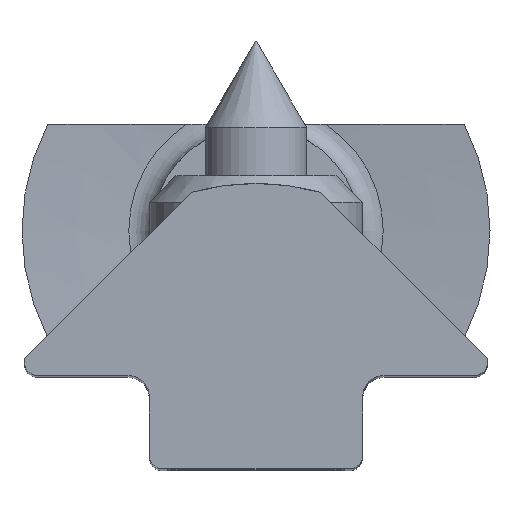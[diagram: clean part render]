
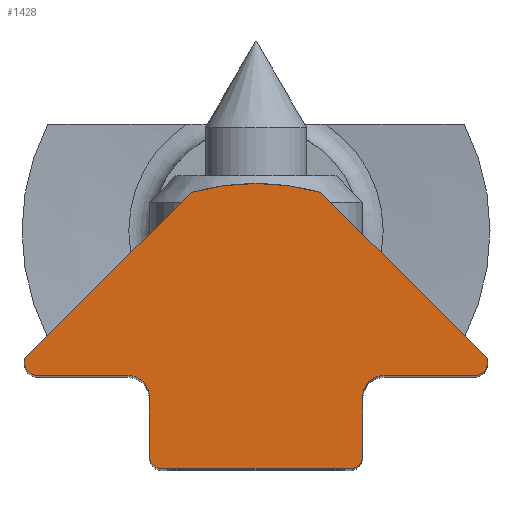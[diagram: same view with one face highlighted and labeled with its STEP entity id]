
A CAD part, top view. The second image highlights one B-rep face of the part: STEP entity #1428.
In plain terms, the highlighted planar face has unit normal (0, 0, 1).
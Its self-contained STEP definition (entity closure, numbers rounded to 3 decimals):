
#81=PLANE('',#1537);
#157=LINE('',#2230,#252);
#165=LINE('',#2254,#260);
#168=LINE('',#2281,#263);
#169=LINE('',#2285,#264);
#170=LINE('',#2289,#265);
#171=LINE('',#2293,#266);
#172=LINE('',#2297,#267);
#252=VECTOR('',#1714,8.809);
#260=VECTOR('',#1736,8.809);
#263=VECTOR('',#1751,3.383);
#264=VECTOR('',#1754,2.2);
#265=VECTOR('',#1757,7.);
#266=VECTOR('',#1760,2.2);
#267=VECTOR('',#1763,3.383);
#364=FACE_OUTER_BOUND('',#458,.T.);
#458=EDGE_LOOP('',(#1055,#1056,#1057,#1058,#1059,#1060,#1061,#1062,#1063,
#1064,#1065,#1066,#1067,#1068));
#583=CIRCLE('',#1536,9.);
#584=CIRCLE('',#1538,0.5);
#585=CIRCLE('',#1539,0.8);
#586=CIRCLE('',#1540,0.5);
#587=CIRCLE('',#1541,0.5);
#588=CIRCLE('',#1542,0.8);
#589=CIRCLE('',#1543,0.5);
#679=VERTEX_POINT('',#2227);
#680=VERTEX_POINT('',#2229);
#688=VERTEX_POINT('',#2251);
#689=VERTEX_POINT('',#2253);
#692=VERTEX_POINT('',#2278);
#693=VERTEX_POINT('',#2280);
#694=VERTEX_POINT('',#2282);
#695=VERTEX_POINT('',#2284);
#696=VERTEX_POINT('',#2286);
#697=VERTEX_POINT('',#2288);
#698=VERTEX_POINT('',#2290);
#699=VERTEX_POINT('',#2292);
#700=VERTEX_POINT('',#2294);
#701=VERTEX_POINT('',#2296);
#821=EDGE_CURVE('',#680,#679,#157,.T.);
#833=EDGE_CURVE('',#689,#688,#165,.T.);
#838=EDGE_CURVE('',#680,#688,#583,.T.);
#839=EDGE_CURVE('',#692,#679,#584,.T.);
#840=EDGE_CURVE('',#693,#692,#168,.T.);
#841=EDGE_CURVE('',#694,#693,#585,.T.);
#842=EDGE_CURVE('',#695,#694,#169,.T.);
#843=EDGE_CURVE('',#696,#695,#586,.T.);
#844=EDGE_CURVE('',#697,#696,#170,.T.);
#845=EDGE_CURVE('',#698,#697,#587,.T.);
#846=EDGE_CURVE('',#699,#698,#171,.T.);
#847=EDGE_CURVE('',#700,#699,#588,.T.);
#848=EDGE_CURVE('',#701,#700,#172,.T.);
#849=EDGE_CURVE('',#689,#701,#589,.T.);
#1055=ORIENTED_EDGE('',*,*,#821,.T.);
#1056=ORIENTED_EDGE('',*,*,#839,.F.);
#1057=ORIENTED_EDGE('',*,*,#840,.F.);
#1058=ORIENTED_EDGE('',*,*,#841,.F.);
#1059=ORIENTED_EDGE('',*,*,#842,.F.);
#1060=ORIENTED_EDGE('',*,*,#843,.F.);
#1061=ORIENTED_EDGE('',*,*,#844,.F.);
#1062=ORIENTED_EDGE('',*,*,#845,.F.);
#1063=ORIENTED_EDGE('',*,*,#846,.F.);
#1064=ORIENTED_EDGE('',*,*,#847,.F.);
#1065=ORIENTED_EDGE('',*,*,#848,.F.);
#1066=ORIENTED_EDGE('',*,*,#849,.F.);
#1067=ORIENTED_EDGE('',*,*,#833,.T.);
#1068=ORIENTED_EDGE('',*,*,#838,.F.);
#1428=ADVANCED_FACE('',(#364),#81,.T.);
#1536=AXIS2_PLACEMENT_3D('',#2276,#1745,#1746);
#1537=AXIS2_PLACEMENT_3D('',#2277,#1747,#1748);
#1538=AXIS2_PLACEMENT_3D('',#2279,#1749,#1750);
#1539=AXIS2_PLACEMENT_3D('',#2283,#1752,#1753);
#1540=AXIS2_PLACEMENT_3D('',#2287,#1755,#1756);
#1541=AXIS2_PLACEMENT_3D('',#2291,#1758,#1759);
#1542=AXIS2_PLACEMENT_3D('',#2295,#1761,#1762);
#1543=AXIS2_PLACEMENT_3D('',#2298,#1764,#1765);
#1714=DIRECTION('',(-0.707,-0.707,0.));
#1736=DIRECTION('',(-0.707,0.707,0.));
#1745=DIRECTION('center_axis',(0.,0.,-1.));
#1746=DIRECTION('ref_axis',(0.98,0.2,0.));
#1747=DIRECTION('center_axis',(0.,0.,
1.));
#1748=DIRECTION('ref_axis',(1.,0.,0.));
#1749=DIRECTION('center_axis',(0.,0.,
-1.));
#1750=DIRECTION('ref_axis',(-0.797,-0.604,0.));
#1751=DIRECTION('',(-1.,0.,0.));
#1752=DIRECTION('center_axis',(0.,0.,
1.));
#1753=DIRECTION('ref_axis',(0.707,0.707,0.));
#1754=DIRECTION('',(0.,1.,0.));
#1755=DIRECTION('center_axis',(0.,0.,
-1.));
#1756=DIRECTION('ref_axis',(-0.707,-0.707,0.));
#1757=DIRECTION('',(-1.,0.,0.));
#1758=DIRECTION('center_axis',(0.,0.,
-1.));
#1759=DIRECTION('ref_axis',(0.707,-0.707,0.));
#1760=DIRECTION('',(0.,-1.,0.));
#1761=DIRECTION('center_axis',(0.,0.,
1.));
#1762=DIRECTION('ref_axis',(-0.707,0.707,0.));
#1763=DIRECTION('',(-1.,0.,0.));
#1764=DIRECTION('center_axis',(0.,0.,
-1.));
#1765=DIRECTION('ref_axis',(0.797,-0.604,0.));
#2227=CARTESIAN_POINT('',(-8.664,-1.215,22.75));
#2229=CARTESIAN_POINT('',(-2.435,5.014,22.75));
#2230=CARTESIAN_POINT('',(-6.338,1.111,22.75));
#2251=CARTESIAN_POINT('',(2.435,5.014,22.75));
#2253=CARTESIAN_POINT('',(8.664,-1.215,22.75));
#2254=CARTESIAN_POINT('',(2.803,4.646,22.75));
#2276=CARTESIAN_POINT('Origin',(0.,-3.65,
22.75));
#2277=CARTESIAN_POINT('Origin',(0.,-0.576,
22.75));
#2278=CARTESIAN_POINT('',(-8.183,-1.85,22.75));
#2279=CARTESIAN_POINT('Origin',(-8.183,-1.35,22.75));
#2280=CARTESIAN_POINT('',(-4.8,-1.85,22.75));
#2281=CARTESIAN_POINT('',(-8.818,-1.85,22.75));
#2282=CARTESIAN_POINT('',(-4.,-2.65,22.75));
#2283=CARTESIAN_POINT('Origin',(-4.8,-2.65,22.75));
#2284=CARTESIAN_POINT('',(-4.,-4.85,22.75));
#2285=CARTESIAN_POINT('',(-4.,-1.85,22.75));
#2286=CARTESIAN_POINT('',(-3.5,-5.35,22.75));
#2287=CARTESIAN_POINT('Origin',(-3.5,-4.85,22.75));
#2288=CARTESIAN_POINT('',(3.5,-5.35,22.75));
#2289=CARTESIAN_POINT('',(-4.,-5.35,22.75));
#2290=CARTESIAN_POINT('',(4.,-4.85,22.75));
#2291=CARTESIAN_POINT('Origin',(3.5,-4.85,22.75));
#2292=CARTESIAN_POINT('',(4.,-2.65,22.75));
#2293=CARTESIAN_POINT('',(4.,-5.35,22.75));
#2294=CARTESIAN_POINT('',(4.8,-1.85,22.75));
#2295=CARTESIAN_POINT('Origin',(4.8,-2.65,22.75));
#2296=CARTESIAN_POINT('',(8.183,-1.85,22.75));
#2297=CARTESIAN_POINT('',(4.,-1.85,22.75));
#2298=CARTESIAN_POINT('Origin',(8.183,-1.35,22.75));
